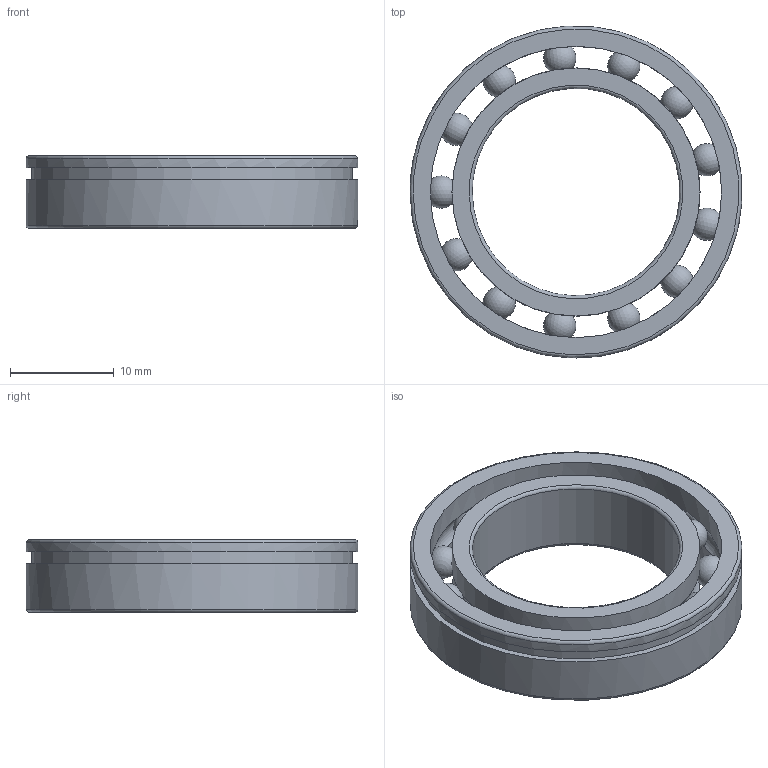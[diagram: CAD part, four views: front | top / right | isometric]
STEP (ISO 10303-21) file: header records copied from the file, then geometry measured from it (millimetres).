
FILE_DESCRIPTION( ('This file contains a STEP AP42 implementation' ,'as created by ZW3D STEP Interface translator.' ,'') ,'2;1' );
FILE_NAME( '32﹜20﹜7粣創.iam.stp' ,'251027.114720', (''), ('ZWCAD Software Co.'), 'Version 1.0', 'ZW3D to STEP translator', '' );
FILE_SCHEMA(('AUTOMOTIVE_DESIGN { 1 0 10303 214 1 1 1 1 }'));
Length unit declared in the file: millimetre
Products named in the file (4): 0; 32﹜20﹜7粣創.iam; 32﹜20﹜7粣創; 幗雄粣創 61804 N GB_T 276-94.ipt
Assembly tree (2 placements, depth 3):
  0
  32﹜20﹜7粣創.iam
    32﹜20﹜7粣創
      幗雄粣創 61804 N GB_T 276-94.ipt
Bounding box: 32 x 32 x 7 mm (x, y, z)
Volume: 2239.6 mm3; surface area: 3432.6 mm2
Topology: 15 solids, 15 shells, 57 faces, 153 edges, 102 vertices
Faces by surface type: torus 30, sphere 13, cylinder 8, plane 6
Full cylindrical faces by diameter (mm): 20 x1, 23.912 x2, 28.088 x2, 30.92 x1, 32 x2
Entity records: 1833 total; most frequent: DIRECTION 374, CARTESIAN_POINT 293, ORIENTED_EDGE 254, AXIS2_PLACEMENT_3D 183, EDGE_CURVE 127, CIRCLE 119, VERTEX_POINT 102, EDGE_LOOP 63
